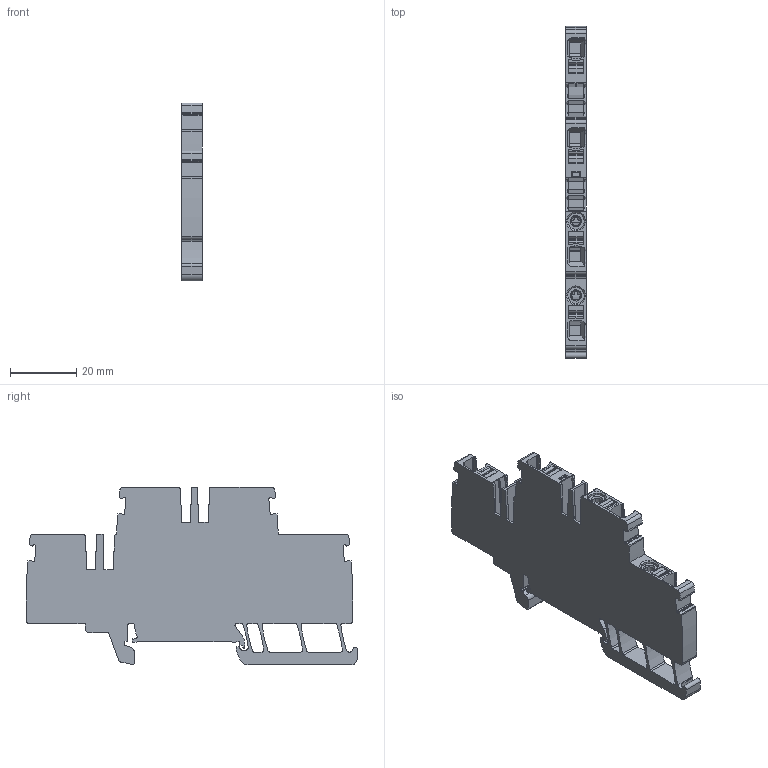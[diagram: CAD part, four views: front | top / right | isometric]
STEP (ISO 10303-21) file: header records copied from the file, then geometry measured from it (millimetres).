
FILE_DESCRIPTION(('CATIA V5R24 STEP','CAx-IF Rec.Pracs.--- Model Styling and Organization---1.2---2011-12-15'),'2;1');
FILE_NAME ('263212-1_1', '2018-07-19T07:19:21+00:00', ('Weidmueller Interface'), ('Weidmueller'), 'CATIA Version 5-6 Release 2014 SP4 HF52', 'CATIA V5 STEP AP214', 'none');
FILE_SCHEMA(('AUTOMOTIVE_DESIGN { 1 0 10303 214 1 1 1 1 }'));
Length unit declared in the file: millimetre
Products named in the file (1): 2540040000
Bounding box: 6.1 x 99.98 x 53.6 mm (x, y, z)
Volume: 19570.7 mm3; surface area: 12366.3 mm2
Topology: 1 solids, 1 shells, 787 faces, 2275 edges, 1496 vertices
Faces by surface type: plane 363, cylinder 351, extrusion 40, cone 12, torus 11, bspline 8, sphere 2
Entity records: 27772 total; most frequent: CARTESIAN_POINT 7119, ORIENTED_EDGE 4544, DIRECTION 3372, EDGE_CURVE 2272, VERTEX_POINT 1494, VECTOR 1471, LINE 1431, AXIS2_PLACEMENT_3D 1249
